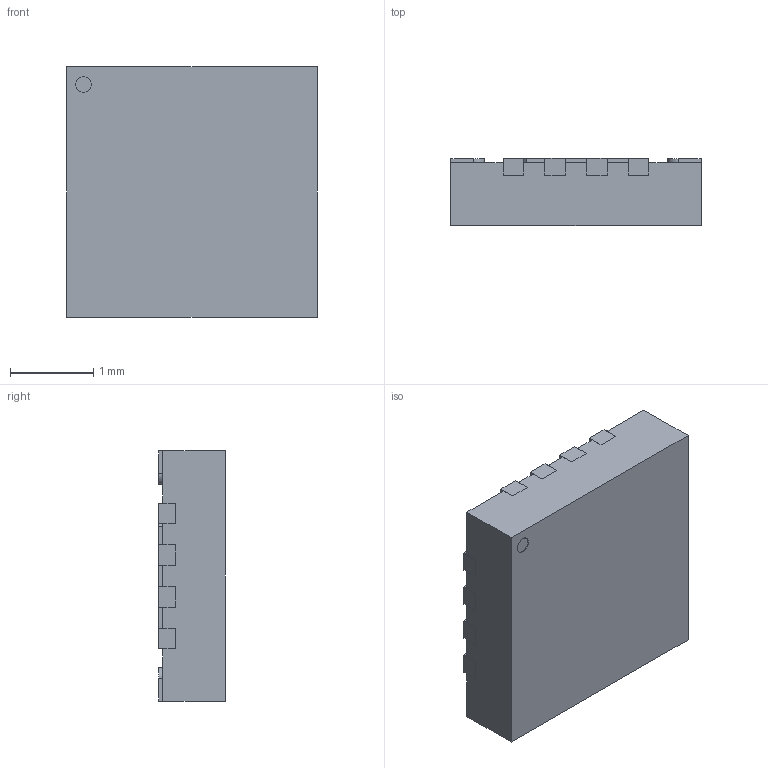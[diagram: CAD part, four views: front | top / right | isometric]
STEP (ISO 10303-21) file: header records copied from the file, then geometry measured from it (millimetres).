
FILE_DESCRIPTION(('CAx-IF Rec.Pracs.---Model Styling and Organization---1.5---2016-08-15','CAx-IF Rec.Pracs.---Geometric and Assembly Validation Properties---4.4---2016-08-17','CAx-IF Rec.Pracs.---User Defined Attributes---1.5---2016-08-15','CAx-IF Rec.Pracs.---External References---2.1---2005-01-19'),'2;1');
FILE_NAME('19266258.step','2025-06-12T04:44:12',('Unspecified'),('Unspecified'),'CAD Exchanger 3.10.2 (cadexchanger.com)','Unspecified','');
FILE_SCHEMA(('AUTOMOTIVE_DESIGN { 1 0 10303 214 1 1 1 1 }'));
Length unit declared in the file: millimetre
Products named in the file (1): LM2901BIRTER
Bounding box: 3 x 0.8 x 3 mm (x, y, z)
Volume: 7 mm3; surface area: 43.4 mm2
Topology: 18 solids, 18 shells, 246 faces, 624 edges, 416 vertices
Faces by surface type: plane 180, cylinder 66
Entity records: 8471 total; most frequent: CARTESIAN_POINT 1287, DIRECTION 1250, ORIENTED_EDGE 1248, EDGE_CURVE 624, LINE 492, VECTOR 492, VERTEX_POINT 416, AXIS2_PLACEMENT_3D 379
